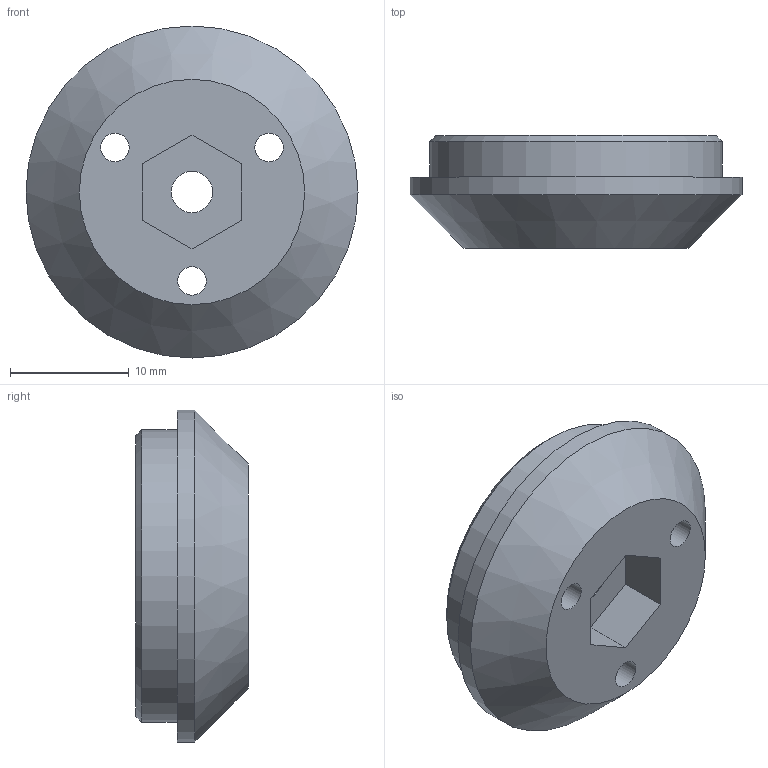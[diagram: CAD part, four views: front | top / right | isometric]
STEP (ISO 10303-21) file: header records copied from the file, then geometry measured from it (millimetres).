
FILE_DESCRIPTION(/* description */ (''),/* implementation_level */ '2;1');
FILE_NAME(/* name */ 'J1_SHAFT.stp',/* time_stamp */ '2022-07-20T21:20:20+09:00',/* author */ (''),/* organization */ (''),/* preprocessor_version */ 'ST-DEVELOPER v16.7',/* originating_system */ '',/* authorisation */ '');
FILE_SCHEMA (('AUTOMOTIVE_DESIGN { 1 0 10303 214 3 1 1 1 }'));
Length unit declared in the file: millimetre
Products named in the file (1): J1_SHAFT
Bounding box: 28 x 9.5 x 28 mm (x, y, z)
Volume: 4067.2 mm3; surface area: 2122.3 mm2
Topology: 1 solids, 1 shells, 20 faces, 48 edges, 34 vertices
Faces by surface type: plane 11, cylinder 7, cone 2
Full cylindrical faces by diameter (mm): 2.4 x3, 3.5 x1, 7.5 x1, 24.7 x1, 28 x1
Entity records: 579 total; most frequent: DIRECTION 96, CARTESIAN_POINT 86, ORIENTED_EDGE 68, EDGE_LOOP 40, AXIS2_PLACEMENT_3D 39, FACE_BOUND 34, EDGE_CURVE 34, VERTEX_POINT 28
